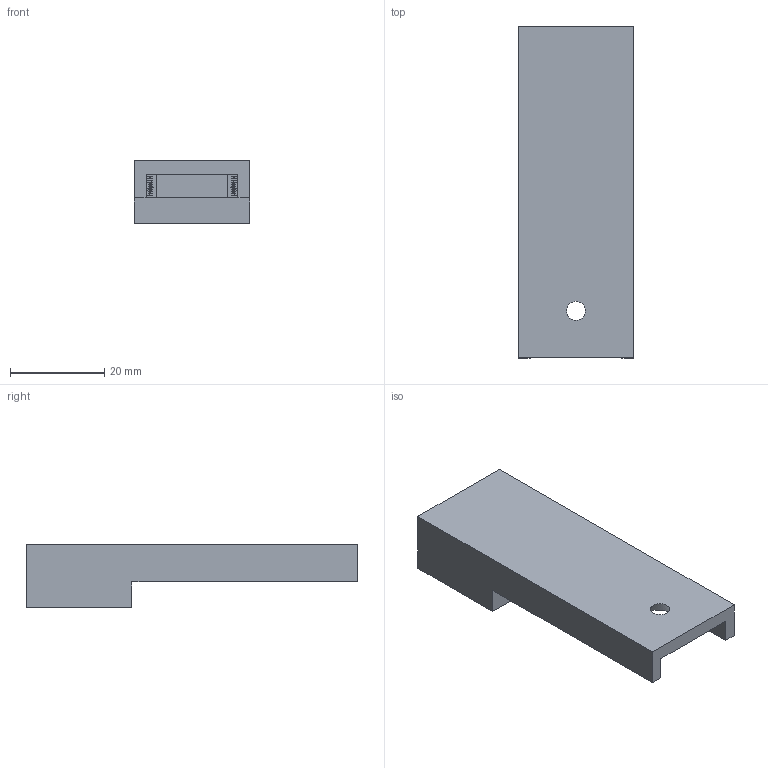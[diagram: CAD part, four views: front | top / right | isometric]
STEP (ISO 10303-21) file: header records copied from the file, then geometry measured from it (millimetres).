
FILE_DESCRIPTION(/* description */ (''),/* implementation_level */ '2;1');
FILE_NAME(/* name */ 'Soporte Sensor de color.stp',/* time_stamp */ '2025-01-31T12:55:47-05:00',/* author */ ('sara_'),/* organization */ (''),/* preprocessor_version */ 'ST-DEVELOPER v19.2',/* originating_system */ 'Autodesk Inventor 2024',/* authorisation */ '');
FILE_SCHEMA (('AUTOMOTIVE_DESIGN { 1 0 10303 214 3 1 1 }'));
Length unit declared in the file: millimetre
Products named in the file (1): Soporte Sensor de color
Bounding box: 24.5 x 70.5 x 13.5 mm (x, y, z)
Volume: 7628.3 mm3; surface area: 6841.9 mm2
Topology: 1 solids, 1 shells, 70 faces, 199 edges, 132 vertices
Faces by surface type: cylinder 38, plane 27, bspline 5
Full cylindrical faces by diameter (mm): 2.3 x30
Entity records: 6939 total; most frequent: CARTESIAN_POINT 5237, ORIENTED_EDGE 398, DIRECTION 256, EDGE_CURVE 199, VERTEX_POINT 132, LINE 108, VECTOR 108, B_SPLINE_CURVE_WITH_KNOTS 83
